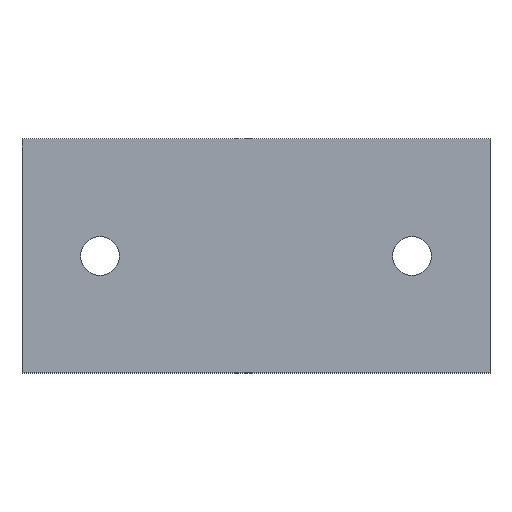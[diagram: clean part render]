
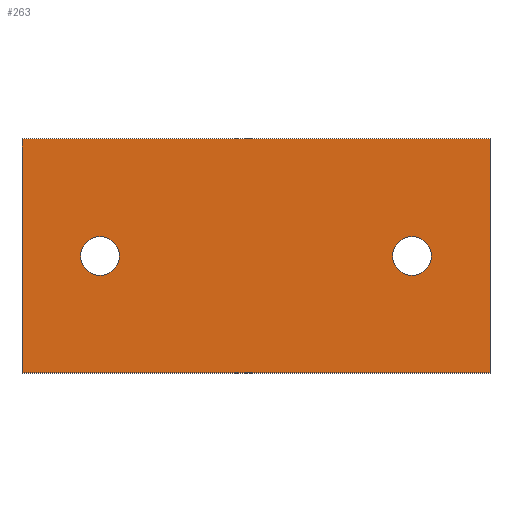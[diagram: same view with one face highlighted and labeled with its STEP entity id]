
A CAD part, top view. The second image highlights one B-rep face of the part: STEP entity #263.
In plain terms, the highlighted planar face has unit normal (0, 0, 1).
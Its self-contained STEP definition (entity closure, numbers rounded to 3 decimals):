
#47 = PLANE ( 'NONE',  #237 ) ;
#48 = CARTESIAN_POINT ( 'NONE',  ( -65.257, 45.473, 5. ) ) ;
#49 = DIRECTION ( 'NONE',  ( 0., 0., -1. ) ) ;
#50 = DIRECTION ( 'NONE',  ( -1., 0., 0. ) ) ;
#87 = CARTESIAN_POINT ( 'NONE',  ( -17.757, 30.473, 5. ) ) ;
#88 = VERTEX_POINT ( 'NONE', #91 ) ;
#91 = CARTESIAN_POINT ( 'NONE',  ( -65.257, 45.473, 5. ) ) ;
#93 = VERTEX_POINT ( 'NONE', #87 ) ;
#94 = VERTEX_POINT ( 'NONE', #108 ) ;
#100 = VERTEX_POINT ( 'NONE', #112 ) ;
#101 = VERTEX_POINT ( 'NONE', #113 ) ;
#102 = VERTEX_POINT ( 'NONE', #114 ) ;
#103 = VERTEX_POINT ( 'NONE', #115 ) ;
#104 = VERTEX_POINT ( 'NONE', #116 ) ;
#108 = CARTESIAN_POINT ( 'NONE',  ( -12.757, 30.473, 5. ) ) ;
#112 = CARTESIAN_POINT ( 'NONE',  ( -5.257, 45.473, 5. ) ) ;
#113 = CARTESIAN_POINT ( 'NONE',  ( -5.257, 15.473, 5. ) ) ;
#114 = CARTESIAN_POINT ( 'NONE',  ( -65.257, 15.473, 5. ) ) ;
#115 = CARTESIAN_POINT ( 'NONE',  ( -52.757, 30.473, 5. ) ) ;
#116 = CARTESIAN_POINT ( 'NONE',  ( -57.757, 30.473, 5. ) ) ;
#125 = CARTESIAN_POINT ( 'NONE',  ( -15.257, 30.473, 5. ) ) ;
#126 = DIRECTION ( 'NONE',  ( 0., 0., 1. ) ) ;
#127 = DIRECTION ( 'NONE',  ( 1., 0., 0. ) ) ;
#128 = CARTESIAN_POINT ( 'NONE',  ( -55.257, 30.473, 5. ) ) ;
#130 = CARTESIAN_POINT ( 'NONE',  ( -65.257, 45.473, 5. ) ) ;
#131 = DIRECTION ( 'NONE',  ( 0., 0., 1. ) ) ;
#132 = DIRECTION ( 'NONE',  ( 1., 0., 0. ) ) ;
#133 = CARTESIAN_POINT ( 'NONE',  ( -55.257, 30.473, 5. ) ) ;
#134 = DIRECTION ( 'NONE',  ( 0., 0., 1. ) ) ;
#135 = DIRECTION ( 'NONE',  ( 1., 0., 0. ) ) ;
#136 = CARTESIAN_POINT ( 'NONE',  ( -15.257, 30.473, 5. ) ) ;
#138 = DIRECTION ( 'NONE',  ( -1., 0., 0. ) ) ;
#146 = CARTESIAN_POINT ( 'NONE',  ( -65.257, 15.473, 5. ) ) ;
#147 = DIRECTION ( 'NONE',  ( 1., 0., 0. ) ) ;
#148 = CARTESIAN_POINT ( 'NONE',  ( -65.257, 15.473, 5. ) ) ;
#149 = DIRECTION ( 'NONE',  ( 0., -1., 0. ) ) ;
#150 = CARTESIAN_POINT ( 'NONE',  ( -5.257, 15.473, 5. ) ) ;
#151 = DIRECTION ( 'NONE',  ( 0., 1., 0. ) ) ;
#155 = DIRECTION ( 'NONE',  ( 0., 0., 1. ) ) ;
#156 = DIRECTION ( 'NONE',  ( 1., 0., 0. ) ) ;
#188 = AXIS2_PLACEMENT_3D ( 'NONE', #128, #131, #132 ) ;
#190 = AXIS2_PLACEMENT_3D ( 'NONE', #136, #155, #156 ) ;
#192 = EDGE_CURVE ( 'NONE', #93, #94, #332, .T. ) ;
#194 = EDGE_CURVE ( 'NONE', #103, #104, #334, .T. ) ;
#195 = EDGE_CURVE ( 'NONE', #104, #103, #336, .T. ) ;
#196 = EDGE_CURVE ( 'NONE', #100, #88, #335, .T. ) ;
#200 = EDGE_CURVE ( 'NONE', #102, #101, #342, .T. ) ;
#201 = EDGE_CURVE ( 'NONE', #88, #102, #344, .T. ) ;
#202 = EDGE_CURVE ( 'NONE', #101, #100, #346, .T. ) ;
#204 = EDGE_CURVE ( 'NONE', #94, #93, #352, .T. ) ;
#214 = AXIS2_PLACEMENT_3D ( 'NONE', #125, #126, #127 ) ;
#218 = AXIS2_PLACEMENT_3D ( 'NONE', #133, #134, #135 ) ;
#237 = AXIS2_PLACEMENT_3D ( 'NONE', #48, #49, #50 ) ;
#263 = ADVANCED_FACE ( 'NONE', ( #401, #393, #403 ), #47, .F. ) ;
#279 = EDGE_LOOP ( 'NONE', ( #282, #283 ) ) ;
#282 = ORIENTED_EDGE ( 'NONE', *, *, #195, .F. ) ;
#283 = ORIENTED_EDGE ( 'NONE', *, *, #194, .F. ) ;
#284 = ORIENTED_EDGE ( 'NONE', *, *, #201, .T. ) ;
#285 = ORIENTED_EDGE ( 'NONE', *, *, #196, .T. ) ;
#286 = ORIENTED_EDGE ( 'NONE', *, *, #200, .T. ) ;
#287 = ORIENTED_EDGE ( 'NONE', *, *, #202, .T. ) ;
#290 = ORIENTED_EDGE ( 'NONE', *, *, #192, .F. ) ;
#291 = EDGE_LOOP ( 'NONE', ( #284, #286, #287, #285 ) ) ;
#297 = EDGE_LOOP ( 'NONE', ( #290, #300 ) ) ;
#300 = ORIENTED_EDGE ( 'NONE', *, *, #204, .F. ) ;
#332 = CIRCLE ( 'NONE', #214, 2.5 ) ;
#333 = VECTOR ( 'NONE', #138, 1000. ) ;
#334 = CIRCLE ( 'NONE', #188, 2.5 ) ;
#335 = LINE ( 'NONE', #130, #333 ) ;
#336 = CIRCLE ( 'NONE', #218, 2.5 ) ;
#342 = LINE ( 'NONE', #146, #343 ) ;
#343 = VECTOR ( 'NONE', #147, 1000. ) ;
#344 = LINE ( 'NONE', #148, #345 ) ;
#345 = VECTOR ( 'NONE', #149, 1000. ) ;
#346 = LINE ( 'NONE', #150, #347 ) ;
#347 = VECTOR ( 'NONE', #151, 1000. ) ;
#352 = CIRCLE ( 'NONE', #190, 2.5 ) ;
#393 = FACE_OUTER_BOUND ( 'NONE', #291, .T. ) ;
#401 = FACE_BOUND ( 'NONE', #279, .T. ) ;
#403 = FACE_BOUND ( 'NONE', #297, .T. ) ;
